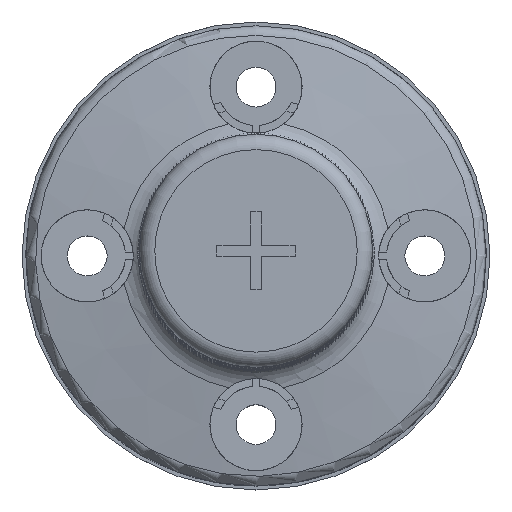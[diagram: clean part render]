
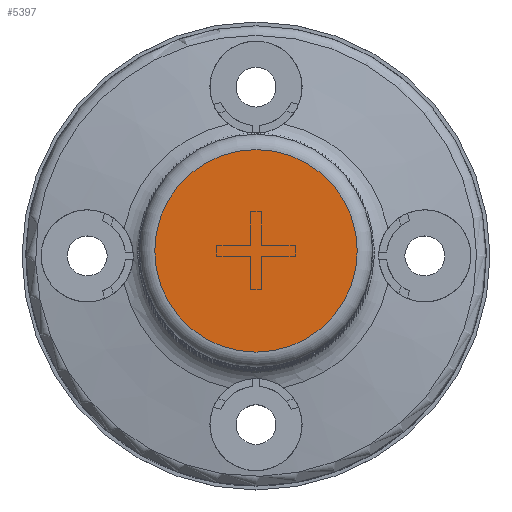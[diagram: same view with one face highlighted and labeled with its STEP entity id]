
A CAD part, top view. The second image highlights one B-rep face of the part: STEP entity #5397.
In plain terms, the highlighted planar face has unit normal (0, 0, 1).
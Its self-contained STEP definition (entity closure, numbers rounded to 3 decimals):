
#2702=CIRCLE('',#64558,13.2);
#5397=ADVANCED_FACE('',(#10790),#8167,.T.);
#8167=PLANE('',#64615);
#10790=FACE_OUTER_BOUND('',#14140,.T.);
#14140=EDGE_LOOP('',(#28052));
#28052=ORIENTED_EDGE('',*,*,#49427,.F.);
#41676=VERTEX_POINT('',#94191);
#49427=EDGE_CURVE('',#41676,#41676,#2702,.T.);
#64558=AXIS2_PLACEMENT_3D('',#94190,#74056,#74057);
#64615=AXIS2_PLACEMENT_3D('',#94406,#74254,#74255);
#74056=DIRECTION('',(0.,0.,-1.));
#74057=DIRECTION('',(-1.,0.,0.));
#74254=DIRECTION('',(0.,0.,1.));
#74255=DIRECTION('',(0.,1.,0.));
#94190=CARTESIAN_POINT('',(0.,0.,333.792));
#94191=CARTESIAN_POINT('',(-13.2,0.,333.792));
#94406=CARTESIAN_POINT('',(7.6,0.,333.792));
